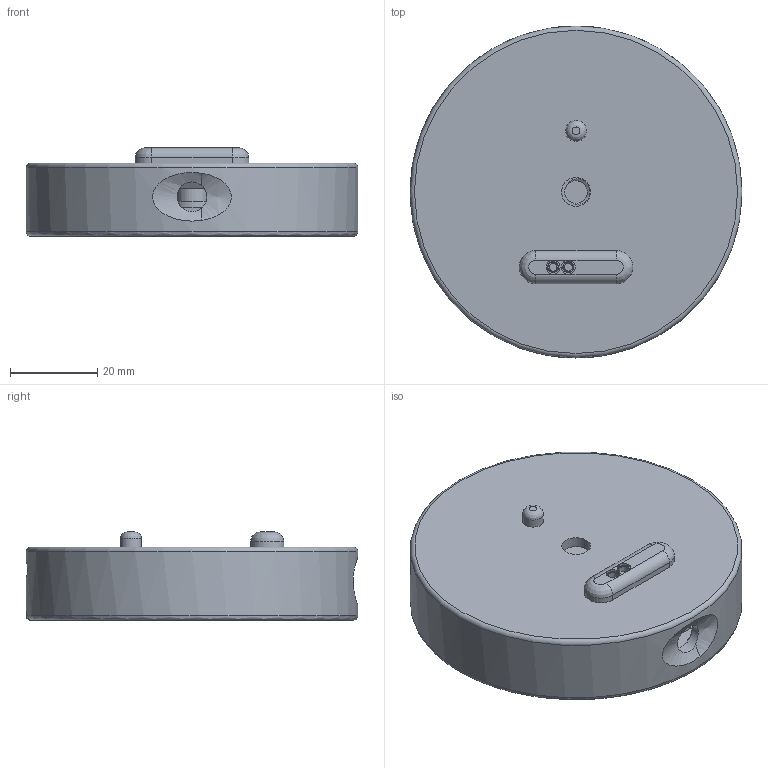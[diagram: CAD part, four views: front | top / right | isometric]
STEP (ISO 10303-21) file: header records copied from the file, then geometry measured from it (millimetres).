
FILE_DESCRIPTION(/* description */ (''),/* implementation_level */ '2;1');
FILE_NAME(/* name */ 'Vive power puck.step',/* time_stamp */ '2023-07-12T02:44:12-07:00',/* author */ (''),/* organization */ (''),/* preprocessor_version */ 'ST-DEVELOPER v19.2',/* originating_system */ 'Autodesk Translation Framework v12.6.0.85',/* authorisation */ '');
FILE_SCHEMA (('AUTOMOTIVE_DESIGN { 1 0 10303 214 3 1 1 }'));
Length unit declared in the file: millimetre
Products named in the file (1): vive 3.0 bat bank
Bounding box: 76 x 76 x 20.2 mm (x, y, z)
Volume: 36684.9 mm3; surface area: 36400.6 mm2
Topology: 8 solids, 8 shells, 429 faces, 1136 edges, 741 vertices
Faces by surface type: plane 250, cylinder 143, cone 26, bspline 7, torus 3
Full cylindrical faces by diameter (mm): 1.8 x2, 2.34 x2, 2.54 x2, 2.8 x8, 3.18 x2, 4.8 x3, 5.218 x4, 6 x4, 6.2 x4, 6.45 x6, 6.6 x1, 6.8 x3, 6.95 x1, 8.8 x1, 72.802 x1, 73 x1, 76 x1
Entity records: 14871 total; most frequent: CARTESIAN_POINT 4071, ORIENTED_EDGE 2272, DIRECTION 2210, EDGE_CURVE 1136, AXIS2_PLACEMENT_3D 748, VERTEX_POINT 741, LINE 714, VECTOR 714
